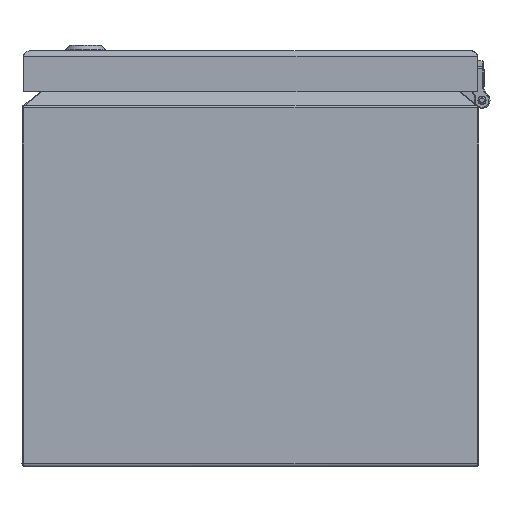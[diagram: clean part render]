
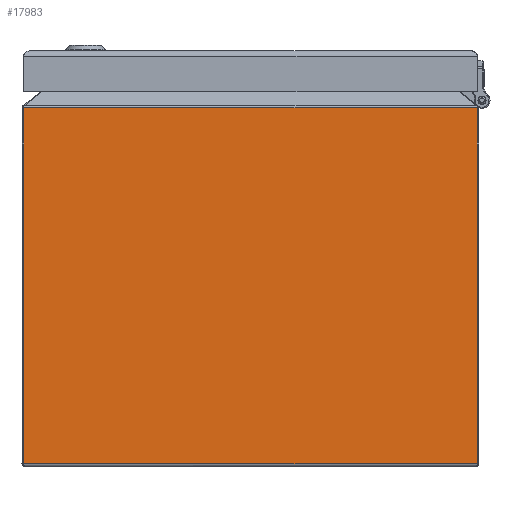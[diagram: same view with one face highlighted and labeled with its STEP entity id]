
A CAD part, left-side view. The second image highlights one B-rep face of the part: STEP entity #17983.
In plain terms, the highlighted planar face has unit normal (-1, 0, 0).
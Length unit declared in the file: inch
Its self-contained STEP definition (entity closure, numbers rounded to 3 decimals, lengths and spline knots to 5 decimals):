
#2119 = ORIENTED_EDGE ( 'NONE', *, *, #8215, .F. ) ;
#3097 = VERTEX_POINT ( 'NONE', #25106 ) ;
#4736 = PLANE ( 'NONE',  #44606 ) ;
#5285 = CARTESIAN_POINT ( 'NONE',  ( -11.85, -0.12008, -1.1236 ) ) ;
#5299 = CARTESIAN_POINT ( 'NONE',  ( -11.85, -0.12008, -8.13506 ) ) ;
#6271 = VECTOR ( 'NONE', #34918, 39.37008 ) ;
#8215 = EDGE_CURVE ( 'NONE', #38151, #35699, #25279, .T. ) ;
#8944 = LINE ( 'NONE', #5299, #28673 ) ;
#9200 = DIRECTION ( 'NONE',  ( 0., 1., 0. ) ) ;
#9406 = FACE_OUTER_BOUND ( 'NONE', #26244, .T. ) ;
#13214 = CARTESIAN_POINT ( 'NONE',  ( -11.85, -0.12008, -8.13506 ) ) ;
#17581 = EDGE_CURVE ( 'NONE', #35699, #34448, #35164, .T. ) ;
#17983 = ADVANCED_FACE ( 'NONE', ( #9406 ), #4736, .F. ) ;
#18815 = ORIENTED_EDGE ( 'NONE', *, *, #26553, .F. ) ;
#19387 = CARTESIAN_POINT ( 'NONE',  ( -11.85, -0.12008, -1.1236 ) ) ;
#21706 = CARTESIAN_POINT ( 'NONE',  ( -11.85, 8.81992, -1.10002 ) ) ;
#23732 = ORIENTED_EDGE ( 'NONE', *, *, #42628, .F. ) ;
#24495 = VECTOR ( 'NONE', #40815, 39.37008 ) ;
#25106 = CARTESIAN_POINT ( 'NONE',  ( -11.85, 8.81992, -8.13506 ) ) ;
#25279 = LINE ( 'NONE', #5285, #24495 ) ;
#26244 = EDGE_LOOP ( 'NONE', ( #23732, #18815, #28510, #2119 ) ) ;
#26553 = EDGE_CURVE ( 'NONE', #34448, #3097, #8944, .T. ) ;
#27922 = CARTESIAN_POINT ( 'NONE',  ( -11.85, -0.12008, -1.10002 ) ) ;
#28510 = ORIENTED_EDGE ( 'NONE', *, *, #17581, .F. ) ;
#28629 = CARTESIAN_POINT ( 'NONE',  ( -11.85, -0.12008, -1.10002 ) ) ;
#28673 = VECTOR ( 'NONE', #9200, 39.37008 ) ;
#33022 = DIRECTION ( 'NONE',  ( 1., 0., 0. ) ) ;
#34388 = LINE ( 'NONE', #21706, #48579 ) ;
#34448 = VERTEX_POINT ( 'NONE', #13214 ) ;
#34918 = DIRECTION ( 'NONE',  ( 0., 0., -1. ) ) ;
#35164 = LINE ( 'NONE', #27922, #6271 ) ;
#35699 = VERTEX_POINT ( 'NONE', #19387 ) ;
#36779 = CARTESIAN_POINT ( 'NONE',  ( -11.85, 8.81992, -1.1236 ) ) ;
#38151 = VERTEX_POINT ( 'NONE', #36779 ) ;
#40815 = DIRECTION ( 'NONE',  ( 0., -1., 0. ) ) ;
#42628 = EDGE_CURVE ( 'NONE', #3097, #38151, #34388, .T. ) ;
#44606 = AXIS2_PLACEMENT_3D ( 'NONE', #28629, #33022, #48814 ) ;
#48579 = VECTOR ( 'NONE', #50184, 39.37008 ) ;
#48814 = DIRECTION ( 'NONE',  ( 0., 1., 0. ) ) ;
#50184 = DIRECTION ( 'NONE',  ( 0., 0., 1. ) ) ;
